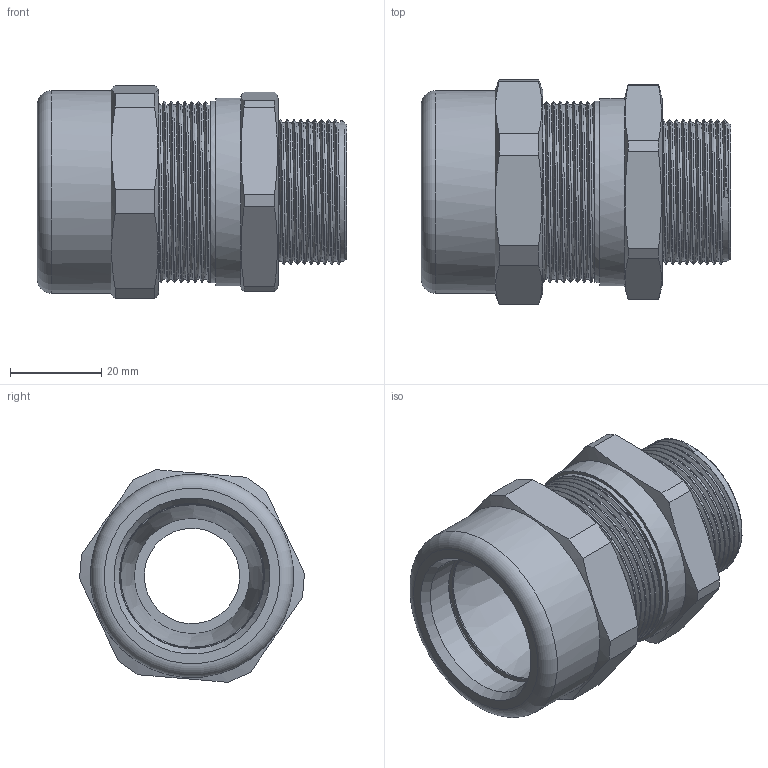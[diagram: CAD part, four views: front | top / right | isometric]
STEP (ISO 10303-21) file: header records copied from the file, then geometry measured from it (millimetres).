
FILE_DESCRIPTION(/* description */ ('RN EX M'),/* implementation_level */ '2;1');
FILE_NAME(/* name */ 'RN32KNP-RST.stp',/* time_stamp */ '2021-09-16T11:11:03+02:00',/* author */ ('sl'),/* organization */ (''),/* preprocessor_version */ 'ST-DEVELOPER v16.5',/* originating_system */ 'Autodesk Inventor 2017',/* authorisation */ '');
FILE_SCHEMA (('AUTOMOTIVE_DESIGN { 1 0 10303 214 3 1 1 }'));
Length unit declared in the file: millimetre
Products named in the file (5): RN32KNP; RN32KNP_1; RN32KNP_2; RN32KNP_3; RN32KNP_4
Assembly tree (4 placements, depth 2):
  RN32KNP
    RN32KNP_1
    RN32KNP_2
    RN32KNP_3
    RN32KNP_4
Bounding box: 67.62 x 49.18 x 46.51 mm (x, y, z)
Volume: 49711.7 mm3; surface area: 31949.3 mm2
Topology: 4 solids, 4 shells, 123 faces, 313 edges, 203 vertices
Faces by surface type: cylinder 57, plane 42, cone 14, bspline 6, torus 4
Full cylindrical faces by diameter (mm): 20.87 x1, 24.97 x1, 30.248 x9, 31.75 x1, 34.44 x1, 34.79 x1, 34.84 x1, 37.95 x1, 38.118 x9, 38.876 x11, 39.64 x10, 41.07 x1, 44.4 x1
Entity records: 7766 total; most frequent: CARTESIAN_POINT 6004, DIRECTION 323, ORIENTED_EDGE 314, EDGE_CURVE 157, AXIS2_PLACEMENT_3D 145, EDGE_LOOP 128, VERTEX_POINT 117, FACE_OUTER_BOUND 84
